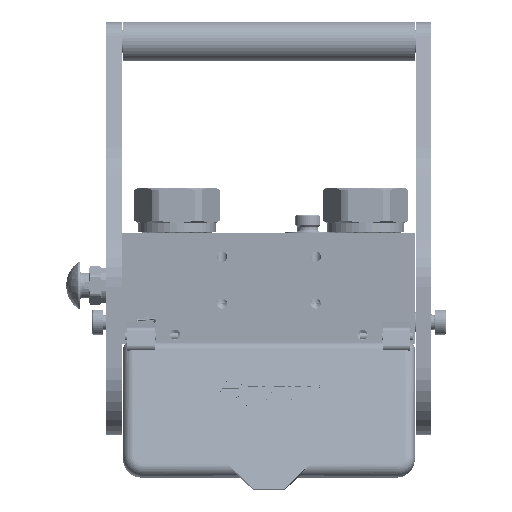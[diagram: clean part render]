
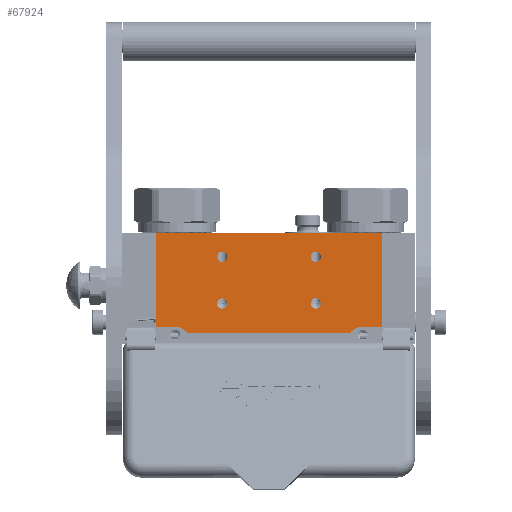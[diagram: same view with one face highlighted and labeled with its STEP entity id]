
A CAD part, left-side view. The second image highlights one B-rep face of the part: STEP entity #67924.
In plain terms, the highlighted face is planar.
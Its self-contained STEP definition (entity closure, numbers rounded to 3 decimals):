
#988 = AXIS2_PLACEMENT_3D ( 'NONE', #2811, #111852, #36376 ) ;
#1219 = EDGE_CURVE ( 'NONE', #82858, #105920, #35924, .T. ) ;
#1239 = CARTESIAN_POINT ( 'NONE',  ( 124., 18.3, -108. ) ) ;
#2192 = ORIENTED_EDGE ( 'NONE', *, *, #94452, .F. ) ;
#2811 = CARTESIAN_POINT ( 'NONE',  ( 64., 15., -108. ) ) ;
#4776 = ORIENTED_EDGE ( 'NONE', *, *, #135147, .F. ) ;
#5632 = FACE_BOUND ( 'NONE', #76840, .T. ) ;
#5683 = CARTESIAN_POINT ( 'NONE',  ( 145.854, 64.2, -108. ) ) ;
#5995 = AXIS2_PLACEMENT_3D ( 'NONE', #24187, #69057, #91101 ) ;
#8362 = VECTOR ( 'NONE', #76830, 1000. ) ;
#12646 = EDGE_LOOP ( 'NONE', ( #4776, #37384, #16295, #27871, #125058, #45655, #109212, #108419 ) ) ;
#12694 = CARTESIAN_POINT ( 'NONE',  ( 21.3, 60., -108. ) ) ;
#13717 = DIRECTION ( 'NONE',  ( 0., 0., -1. ) ) ;
#15679 = CARTESIAN_POINT ( 'NONE',  ( 124., 15., -108. ) ) ;
#16295 = ORIENTED_EDGE ( 'NONE', *, *, #139973, .T. ) ;
#20731 = CARTESIAN_POINT ( 'NONE',  ( 166.7, 0., -108. ) ) ;
#21130 = LINE ( 'NONE', #20731, #63809 ) ;
#21746 = CARTESIAN_POINT ( 'NONE',  ( 21.3, 0., -108. ) ) ;
#24187 = CARTESIAN_POINT ( 'NONE',  ( 124., 15., -108. ) ) ;
#24315 = DIRECTION ( 'NONE',  ( 0.815, -0.58, 0. ) ) ;
#24423 = VECTOR ( 'NONE', #65744, 1000. ) ;
#24858 = DIRECTION ( 'NONE',  ( 0., 0., -1. ) ) ;
#25338 = CARTESIAN_POINT ( 'NONE',  ( 124., 48.3, -108. ) ) ;
#27871 = ORIENTED_EDGE ( 'NONE', *, *, #30759, .T. ) ;
#27974 = FACE_OUTER_BOUND ( 'NONE', #12646, .T. ) ;
#28396 = CARTESIAN_POINT ( 'NONE',  ( 124., 45., -108. ) ) ;
#30558 = CARTESIAN_POINT ( 'NONE',  ( 21.3, 0., -108. ) ) ;
#30759 = EDGE_CURVE ( 'NONE', #57976, #92955, #141967, .T. ) ;
#31815 = CARTESIAN_POINT ( 'NONE',  ( 34., 60., -108. ) ) ;
#33283 = CIRCLE ( 'NONE', #98287, 10. ) ;
#34798 = VECTOR ( 'NONE', #141686, 1000. ) ;
#35063 = CIRCLE ( 'NONE', #44223, 3.3 ) ;
#35924 = CIRCLE ( 'NONE', #37963, 3.3 ) ;
#36376 = DIRECTION ( 'NONE',  ( 0., 1., 0. ) ) ;
#36410 = LINE ( 'NONE', #21746, #24423 ) ;
#36562 = CARTESIAN_POINT ( 'NONE',  ( 124., 45., -108. ) ) ;
#37108 = DIRECTION ( 'NONE',  ( 0., 0., -1. ) ) ;
#37384 = ORIENTED_EDGE ( 'NONE', *, *, #81628, .T. ) ;
#37963 = AXIS2_PLACEMENT_3D ( 'NONE', #131932, #99288, #130032 ) ;
#38695 = EDGE_CURVE ( 'NONE', #43345, #68686, #44430, .T. ) ;
#39282 = VERTEX_POINT ( 'NONE', #40547 ) ;
#39864 = VERTEX_POINT ( 'NONE', #97192 ) ;
#40209 = EDGE_CURVE ( 'NONE', #105920, #82858, #120957, .T. ) ;
#40547 = CARTESIAN_POINT ( 'NONE',  ( 154., 60., -108. ) ) ;
#43345 = VERTEX_POINT ( 'NONE', #108685 ) ;
#44223 = AXIS2_PLACEMENT_3D ( 'NONE', #28396, #62724, #72761 ) ;
#44430 = CIRCLE ( 'NONE', #71205, 3.3 ) ;
#44576 = AXIS2_PLACEMENT_3D ( 'NONE', #15679, #24858, #46798 ) ;
#45050 = FACE_BOUND ( 'NONE', #113586, .T. ) ;
#45655 = ORIENTED_EDGE ( 'NONE', *, *, #90608, .F. ) ;
#46209 = CARTESIAN_POINT ( 'NONE',  ( 124., 11.7, -108. ) ) ;
#46669 = FACE_BOUND ( 'NONE', #98911, .T. ) ;
#46798 = DIRECTION ( 'NONE',  ( 0., 1., 0. ) ) ;
#48060 = EDGE_CURVE ( 'NONE', #39282, #93494, #95135, .T. ) ;
#48244 = EDGE_CURVE ( 'NONE', #84893, #39282, #118998, .T. ) ;
#49962 = ORIENTED_EDGE ( 'NONE', *, *, #38695, .F. ) ;
#51425 = PLANE ( 'NONE',  #97137 ) ;
#52357 = DIRECTION ( 'NONE',  ( -1., 0., 0. ) ) ;
#53914 = EDGE_CURVE ( 'NONE', #61132, #115751, #61162, .T. ) ;
#54909 = EDGE_CURVE ( 'NONE', #115751, #61132, #125862, .T. ) ;
#56943 = FACE_BOUND ( 'NONE', #130892, .T. ) ;
#57512 = DIRECTION ( 'NONE',  ( 0., 0., -1. ) ) ;
#57976 = VERTEX_POINT ( 'NONE', #122444 ) ;
#58475 = DIRECTION ( 'NONE',  ( 0., -1., 0. ) ) ;
#59352 = DIRECTION ( 'NONE',  ( -1., 0., 0. ) ) ;
#61132 = VERTEX_POINT ( 'NONE', #46209 ) ;
#61162 = CIRCLE ( 'NONE', #5995, 3.3 ) ;
#62724 = DIRECTION ( 'NONE',  ( 0., 0., -1. ) ) ;
#63809 = VECTOR ( 'NONE', #73827, 1000. ) ;
#64266 = CIRCLE ( 'NONE', #96213, 3.3 ) ;
#65744 = DIRECTION ( 'NONE',  ( 0., 1., 0. ) ) ;
#65957 = AXIS2_PLACEMENT_3D ( 'NONE', #89685, #37108, #100583 ) ;
#66777 = CARTESIAN_POINT ( 'NONE',  ( 64., 45., -108. ) ) ;
#67924 = ADVANCED_FACE ( 'NONE', ( #45050, #46669, #5632, #56943, #27974 ), #51425, .T. ) ;
#67975 = CIRCLE ( 'NONE', #117890, 3.3 ) ;
#68686 = VERTEX_POINT ( 'NONE', #141958 ) ;
#69057 = DIRECTION ( 'NONE',  ( 0., 0., -1. ) ) ;
#70107 = CARTESIAN_POINT ( 'NONE',  ( 124., 41.7, -108. ) ) ;
#70586 = DIRECTION ( 'NONE',  ( 0., 0., -1. ) ) ;
#71205 = AXIS2_PLACEMENT_3D ( 'NONE', #136220, #70586, #105014 ) ;
#72380 = LINE ( 'NONE', #124911, #108352 ) ;
#72761 = DIRECTION ( 'NONE',  ( 0., 1., 0. ) ) ;
#73827 = DIRECTION ( 'NONE',  ( 0., 1., 0. ) ) ;
#76358 = DIRECTION ( 'NONE',  ( 0., 1., 0. ) ) ;
#76826 = DIRECTION ( 'NONE',  ( 0., 0., -1. ) ) ;
#76830 = DIRECTION ( 'NONE',  ( 1., 0., 0. ) ) ;
#76840 = EDGE_LOOP ( 'NONE', ( #49962, #91595 ) ) ;
#76932 = CARTESIAN_POINT ( 'NONE',  ( 166.7, 0., -108. ) ) ;
#77596 = ORIENTED_EDGE ( 'NONE', *, *, #134480, .F. ) ;
#81628 = EDGE_CURVE ( 'NONE', #112816, #89664, #72380, .T. ) ;
#82858 = VERTEX_POINT ( 'NONE', #112722 ) ;
#83067 = VECTOR ( 'NONE', #126479, 1000. ) ;
#84343 = VERTEX_POINT ( 'NONE', #70107 ) ;
#84858 = ORIENTED_EDGE ( 'NONE', *, *, #1219, .F. ) ;
#84893 = VERTEX_POINT ( 'NONE', #86019 ) ;
#86019 = CARTESIAN_POINT ( 'NONE',  ( 166.7, 60., -108. ) ) ;
#88564 = VERTEX_POINT ( 'NONE', #25338 ) ;
#89664 = VERTEX_POINT ( 'NONE', #30558 ) ;
#89685 = CARTESIAN_POINT ( 'NONE',  ( 154., 70., -108. ) ) ;
#90608 = EDGE_CURVE ( 'NONE', #93494, #39864, #111711, .T. ) ;
#91101 = DIRECTION ( 'NONE',  ( 0., -1., 0. ) ) ;
#91595 = ORIENTED_EDGE ( 'NONE', *, *, #113420, .F. ) ;
#92955 = VERTEX_POINT ( 'NONE', #31815 ) ;
#93494 = VERTEX_POINT ( 'NONE', #5683 ) ;
#94452 = EDGE_CURVE ( 'NONE', #84343, #88564, #67975, .T. ) ;
#95135 = CIRCLE ( 'NONE', #65957, 10. ) ;
#96213 = AXIS2_PLACEMENT_3D ( 'NONE', #66777, #76826, #76358 ) ;
#97137 = AXIS2_PLACEMENT_3D ( 'NONE', #117867, #127530, #52357 ) ;
#97192 = CARTESIAN_POINT ( 'NONE',  ( 42.146, 64.2, -108. ) ) ;
#98089 = CARTESIAN_POINT ( 'NONE',  ( 145.854, 64.2, -108. ) ) ;
#98287 = AXIS2_PLACEMENT_3D ( 'NONE', #121845, #13717, #24315 ) ;
#98911 = EDGE_LOOP ( 'NONE', ( #140880, #134179 ) ) ;
#99288 = DIRECTION ( 'NONE',  ( 0., 0., -1. ) ) ;
#100583 = DIRECTION ( 'NONE',  ( 0., -1., 0. ) ) ;
#105014 = DIRECTION ( 'NONE',  ( 0., -1., 0. ) ) ;
#105920 = VERTEX_POINT ( 'NONE', #123513 ) ;
#108352 = VECTOR ( 'NONE', #59352, 1000. ) ;
#108419 = ORIENTED_EDGE ( 'NONE', *, *, #48244, .F. ) ;
#108685 = CARTESIAN_POINT ( 'NONE',  ( 64., 41.7, -108. ) ) ;
#109212 = ORIENTED_EDGE ( 'NONE', *, *, #48060, .F. ) ;
#111711 = LINE ( 'NONE', #98089, #34798 ) ;
#111852 = DIRECTION ( 'NONE',  ( 0., 0., -1. ) ) ;
#112722 = CARTESIAN_POINT ( 'NONE',  ( 64., 11.7, -108. ) ) ;
#112816 = VERTEX_POINT ( 'NONE', #76932 ) ;
#113420 = EDGE_CURVE ( 'NONE', #68686, #43345, #64266, .T. ) ;
#113586 = EDGE_LOOP ( 'NONE', ( #2192, #77596 ) ) ;
#115751 = VERTEX_POINT ( 'NONE', #1239 ) ;
#117867 = CARTESIAN_POINT ( 'NONE',  ( 166.7, 0., -108. ) ) ;
#117890 = AXIS2_PLACEMENT_3D ( 'NONE', #36562, #57512, #58475 ) ;
#118998 = LINE ( 'NONE', #126018, #83067 ) ;
#120957 = CIRCLE ( 'NONE', #988, 3.3 ) ;
#121845 = CARTESIAN_POINT ( 'NONE',  ( 34., 70., -108. ) ) ;
#122444 = CARTESIAN_POINT ( 'NONE',  ( 21.3, 60., -108. ) ) ;
#123513 = CARTESIAN_POINT ( 'NONE',  ( 64., 18.3, -108. ) ) ;
#124911 = CARTESIAN_POINT ( 'NONE',  ( 166.7, 0., -108. ) ) ;
#125058 = ORIENTED_EDGE ( 'NONE', *, *, #127667, .F. ) ;
#125746 = ORIENTED_EDGE ( 'NONE', *, *, #40209, .F. ) ;
#125862 = CIRCLE ( 'NONE', #44576, 3.3 ) ;
#126018 = CARTESIAN_POINT ( 'NONE',  ( 166.7, 60., -108. ) ) ;
#126479 = DIRECTION ( 'NONE',  ( -1., 0., 0. ) ) ;
#127530 = DIRECTION ( 'NONE',  ( 0., 0., -1. ) ) ;
#127667 = EDGE_CURVE ( 'NONE', #39864, #92955, #33283, .T. ) ;
#130032 = DIRECTION ( 'NONE',  ( 0., -1., 0. ) ) ;
#130892 = EDGE_LOOP ( 'NONE', ( #84858, #125746 ) ) ;
#131932 = CARTESIAN_POINT ( 'NONE',  ( 64., 15., -108. ) ) ;
#134179 = ORIENTED_EDGE ( 'NONE', *, *, #54909, .F. ) ;
#134480 = EDGE_CURVE ( 'NONE', #88564, #84343, #35063, .T. ) ;
#135147 = EDGE_CURVE ( 'NONE', #112816, #84893, #21130, .T. ) ;
#136220 = CARTESIAN_POINT ( 'NONE',  ( 64., 45., -108. ) ) ;
#139973 = EDGE_CURVE ( 'NONE', #89664, #57976, #36410, .T. ) ;
#140880 = ORIENTED_EDGE ( 'NONE', *, *, #53914, .F. ) ;
#141686 = DIRECTION ( 'NONE',  ( -1., 0., 0. ) ) ;
#141958 = CARTESIAN_POINT ( 'NONE',  ( 64., 48.3, -108. ) ) ;
#141967 = LINE ( 'NONE', #12694, #8362 ) ;
